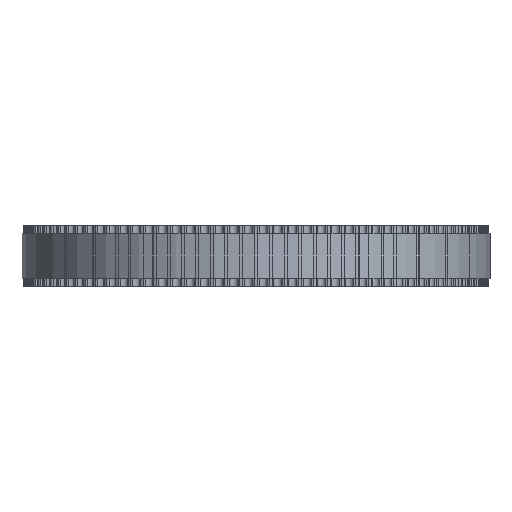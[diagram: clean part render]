
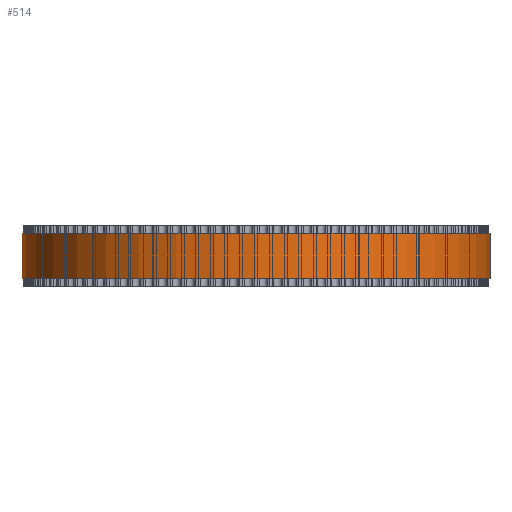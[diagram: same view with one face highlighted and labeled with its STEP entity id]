
A CAD part, front view. The second image highlights one B-rep face of the part: STEP entity #514.
In plain terms, the highlighted cylindrical face has radius 31.194 mm (diameter 62.389 mm), a full revolution.
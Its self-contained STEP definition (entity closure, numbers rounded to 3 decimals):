
#97=FACE_BOUND('',#1696,.T.);
#98=FACE_BOUND('',#1697,.T.);
#514=ADVANCED_FACE('',(#97,#98),#907,.T.);
#907=CYLINDRICAL_SURFACE('',#8767,31.194);
#1696=EDGE_LOOP('',(#4834));
#1697=EDGE_LOOP('',(#4835));
#4834=ORIENTED_EDGE('',*,*,#6798,.T.);
#4835=ORIENTED_EDGE('',*,*,#6799,.T.);
#5620=VERTEX_POINT('',#13880);
#5621=VERTEX_POINT('',#13882);
#6798=EDGE_CURVE('',#5620,#5620,#7584,.T.);
#6799=EDGE_CURVE('',#5621,#5621,#7585,.T.);
#7584=CIRCLE('',#8765,31.194);
#7585=CIRCLE('',#8766,31.194);
#8765=AXIS2_PLACEMENT_3D('',#13879,#11518,#11519);
#8766=AXIS2_PLACEMENT_3D('',#13881,#11520,#11521);
#8767=AXIS2_PLACEMENT_3D('',#13883,#11522,#11523);
#11518=DIRECTION('',(0.,0.,1.));
#11519=DIRECTION('',(1.,0.,0.));
#11520=DIRECTION('',(0.,0.,-1.));
#11521=DIRECTION('',(1.,0.,0.));
#11522=DIRECTION('',(0.,0.,1.));
#11523=DIRECTION('',(1.,0.,0.));
#13879=CARTESIAN_POINT('',(0.,0.,1.));
#13880=CARTESIAN_POINT('',(31.194,0.,1.));
#13881=CARTESIAN_POINT('',(0.,0.,7.));
#13882=CARTESIAN_POINT('',(31.194,0.,7.));
#13883=CARTESIAN_POINT('',(0.,0.,1.));
